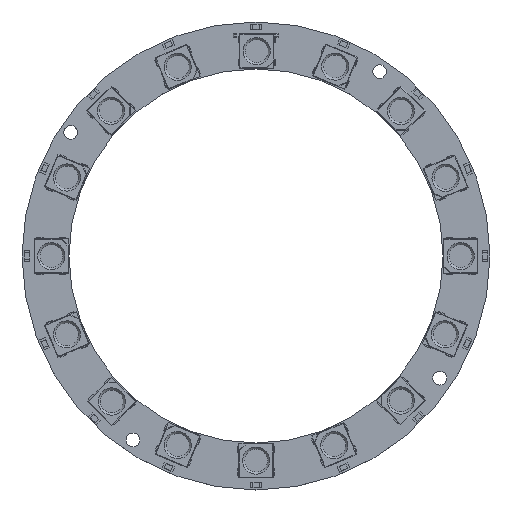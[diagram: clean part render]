
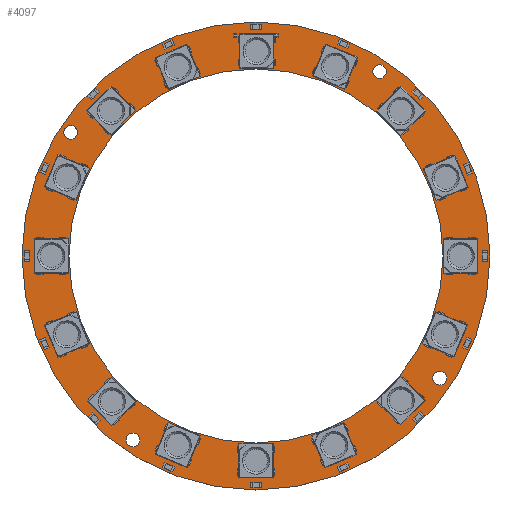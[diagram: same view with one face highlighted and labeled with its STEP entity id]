
A CAD part, top view. The second image highlights one B-rep face of the part: STEP entity #4097.
In plain terms, the highlighted planar face has unit normal (0, 0, 1).
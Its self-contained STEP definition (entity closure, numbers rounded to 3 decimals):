
#237=FACE_BOUND('',#741,.T.);
#238=FACE_BOUND('',#742,.T.);
#239=FACE_BOUND('',#743,.T.);
#240=FACE_BOUND('',#744,.T.);
#241=FACE_BOUND('',#745,.T.);
#302=CIRCLE('',#4420,33.9);
#303=CIRCLE('',#4422,1.);
#305=CIRCLE('',#4425,27.1);
#307=CIRCLE('',#4428,1.);
#309=CIRCLE('',#4431,1.);
#311=CIRCLE('',#4434,1.);
#516=FACE_OUTER_BOUND('',#740,.T.);
#740=EDGE_LOOP('',(#3525));
#741=EDGE_LOOP('',(#3526));
#742=EDGE_LOOP('',(#3527));
#743=EDGE_LOOP('',(#3528));
#744=EDGE_LOOP('',(#3529));
#745=EDGE_LOOP('',(#3530));
#1957=VERTEX_POINT('',#6600);
#1958=VERTEX_POINT('',#6604);
#1960=VERTEX_POINT('',#6610);
#1962=VERTEX_POINT('',#6616);
#1964=VERTEX_POINT('',#6622);
#1966=VERTEX_POINT('',#6628);
#2473=EDGE_CURVE('',#1957,#1957,#302,.T.);
#2474=EDGE_CURVE('',#1958,#1958,#303,.T.);
#2477=EDGE_CURVE('',#1960,#1960,#305,.T.);
#2480=EDGE_CURVE('',#1962,#1962,#307,.T.);
#2483=EDGE_CURVE('',#1964,#1964,#309,.T.);
#2486=EDGE_CURVE('',#1966,#1966,#311,.T.);
#3525=ORIENTED_EDGE('',*,*,#2473,.T.);
#3526=ORIENTED_EDGE('',*,*,#2474,.F.);
#3527=ORIENTED_EDGE('',*,*,#2477,.F.);
#3528=ORIENTED_EDGE('',*,*,#2480,.F.);
#3529=ORIENTED_EDGE('',*,*,#2483,.F.);
#3530=ORIENTED_EDGE('',*,*,#2486,.F.);
#3693=PLANE('',#4437);
#4097=ADVANCED_FACE('',(#516,#237,#238,#239,#240,#241),#3693,.T.);
#4420=AXIS2_PLACEMENT_3D('',#6602,#5458,#5459);
#4422=AXIS2_PLACEMENT_3D('',#6605,#5462,#5463);
#4425=AXIS2_PLACEMENT_3D('',#6611,#5469,#5470);
#4428=AXIS2_PLACEMENT_3D('',#6617,#5476,#5477);
#4431=AXIS2_PLACEMENT_3D('',#6623,#5483,#5484);
#4434=AXIS2_PLACEMENT_3D('',#6629,#5490,#5491);
#4437=AXIS2_PLACEMENT_3D('',#6634,#5497,#5498);
#5458=DIRECTION('center_axis',(0.,0.,1.));
#5459=DIRECTION('ref_axis',(1.,0.,0.));
#5462=DIRECTION('center_axis',(0.,0.,1.));
#5463=DIRECTION('ref_axis',(1.,0.,0.));
#5469=DIRECTION('center_axis',(0.,0.,1.));
#5470=DIRECTION('ref_axis',(1.,0.,0.));
#5476=DIRECTION('center_axis',(0.,0.,1.));
#5477=DIRECTION('ref_axis',(1.,0.,0.));
#5483=DIRECTION('center_axis',(0.,0.,1.));
#5484=DIRECTION('ref_axis',(1.,0.,0.));
#5490=DIRECTION('center_axis',(0.,0.,1.));
#5491=DIRECTION('ref_axis',(1.,0.,0.));
#5497=DIRECTION('center_axis',(0.,0.,1.));
#5498=DIRECTION('ref_axis',(1.,0.,0.));
#6600=CARTESIAN_POINT('',(125.1,-98.,1.6));
#6602=CARTESIAN_POINT('Origin',(159.,-98.,1.6));
#6604=CARTESIAN_POINT('',(140.175,-124.65,1.6));
#6605=CARTESIAN_POINT('Origin',(141.175,-124.65,1.6));
#6610=CARTESIAN_POINT('',(131.9,-98.,1.6));
#6611=CARTESIAN_POINT('Origin',(159.,-98.,1.6));
#6616=CARTESIAN_POINT('',(184.625,-115.7,1.6));
#6617=CARTESIAN_POINT('Origin',(185.625,-115.7,1.6));
#6622=CARTESIAN_POINT('',(131.15,-80.1,1.6));
#6623=CARTESIAN_POINT('Origin',(132.15,-80.1,1.6));
#6628=CARTESIAN_POINT('',(175.9,-71.275,1.6));
#6629=CARTESIAN_POINT('Origin',(176.9,-71.275,1.6));
#6634=CARTESIAN_POINT('Origin',(0.,0.,1.6));
